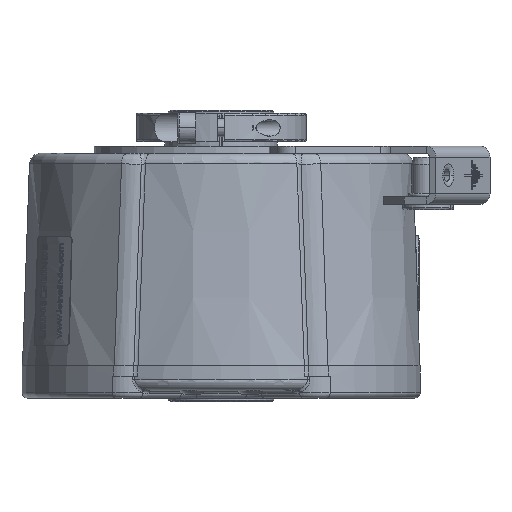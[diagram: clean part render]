
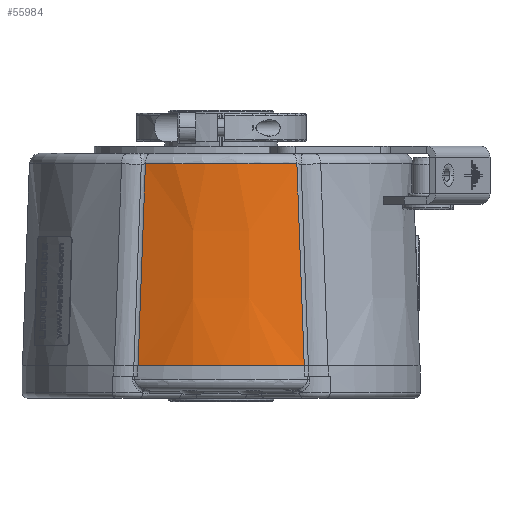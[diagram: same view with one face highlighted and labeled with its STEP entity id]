
A CAD part, front view. The second image highlights one B-rep face of the part: STEP entity #55984.
In plain terms, the highlighted conical face has half-angle 2 degrees and reference radius 51.889 mm.
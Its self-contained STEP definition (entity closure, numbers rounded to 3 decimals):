
#23039=CARTESIAN_POINT('',(-20.894,-46.434,
8.405));
#23041=CARTESIAN_POINT('',(0.,0.,-47.2));
#23042=DIRECTION('',(0.,0.,1.));
#23043=DIRECTION('',(-0.434,-0.901,0.));
#23044=AXIS2_PLACEMENT_3D('',#23041,#23042,#23043);
#23046=CARTESIAN_POINT('',(-22.935,-47.626,-47.2));
#23047=CARTESIAN_POINT('',(-22.701,-47.49,
-40.782));
#23048=CARTESIAN_POINT('',(-22.238,-47.22,
-28.106));
#23049=CARTESIAN_POINT('',(-21.557,-46.822,
-9.542));
#23050=CARTESIAN_POINT('',(-21.113,-46.563,
2.479));
#23051=CARTESIAN_POINT('',(-20.894,-46.434,
8.405));
#23053=CARTESIAN_POINT('',(0.,0.,8.405));
#23054=DIRECTION('',(0.,0.,1.));
#23055=DIRECTION('',(-0.41,-0.912,0.));
#23056=AXIS2_PLACEMENT_3D('',#23053,#23054,#23055);
#23058=CARTESIAN_POINT('',(20.894,-46.434,
8.405));
#23059=CARTESIAN_POINT('',(21.113,-46.562,
2.485));
#23060=CARTESIAN_POINT('',(21.557,-46.821,
-9.526));
#23061=CARTESIAN_POINT('',(22.239,-47.22,
-28.108));
#23062=CARTESIAN_POINT('',(22.701,-47.49,
-40.783));
#23063=CARTESIAN_POINT('',(22.935,-47.626,-47.2));
#28117=VERTEX_POINT('',#23039);
#28118=CARTESIAN_POINT('',(20.894,-46.434,
8.405));
#28119=VERTEX_POINT('',#28118);
#28689=CARTESIAN_POINT('',(-22.935,-47.626,-47.2));
#28690=CARTESIAN_POINT('',(22.935,-47.626,-47.2));
#28691=VERTEX_POINT('',#28689);
#28692=VERTEX_POINT('',#28690);
#55972=CARTESIAN_POINT('',(0.,0.,-19.398));
#55973=DIRECTION('',(0.,0.,-1.));
#55974=DIRECTION('',(-1.,0.,0.));
#55975=AXIS2_PLACEMENT_3D('',#55972,#55973,#55974);
#55976=CONICAL_SURFACE('',#55975,51.889,2.);
#55977=ORIENTED_EDGE('',*,*,#37378,.F.);
#55978=ORIENTED_EDGE('',*,*,#55967,.T.);
#55979=ORIENTED_EDGE('',*,*,#37106,.T.);
#55981=ORIENTED_EDGE('',*,*,#55980,.T.);
#55982=EDGE_LOOP('',(#55977,#55978,#55979,#55981));
#55983=FACE_OUTER_BOUND('',#55982,.F.);
#23045=CIRCLE('',#23044,52.86);
#23052=B_SPLINE_CURVE_WITH_KNOTS('',3,(#23046,#23047,#23048,#23049,#23050,
#23051),.UNSPECIFIED.,.F.,.F.,(4,1,1,4),(0.,0.333,
0.667,1.),.UNSPECIFIED.);
#23057=CIRCLE('',#23056,50.919);
#23064=B_SPLINE_CURVE_WITH_KNOTS('',3,(#23058,#23059,#23060,#23061,#23062,
#23063),.UNSPECIFIED.,.F.,.F.,(4,1,1,4),(0.,0.333,
0.667,1.),.UNSPECIFIED.);
#37106=EDGE_CURVE('',#28117,#28119,#23057,.T.);
#37378=EDGE_CURVE('',#28691,#28692,#23045,.T.);
#55967=EDGE_CURVE('',#28691,#28117,#23052,.T.);
#55980=EDGE_CURVE('',#28119,#28692,#23064,.T.);
#55984=ADVANCED_FACE('',(#55983),#55976,.T.);
